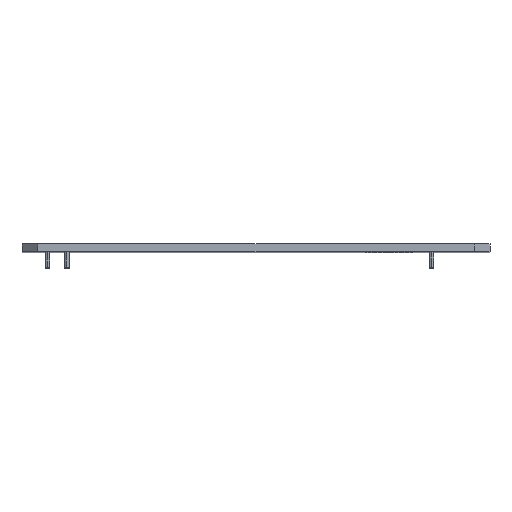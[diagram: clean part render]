
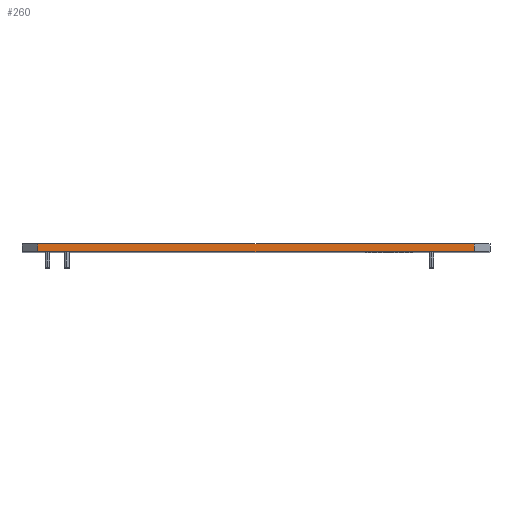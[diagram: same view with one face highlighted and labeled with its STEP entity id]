
A CAD part, top view. The second image highlights one B-rep face of the part: STEP entity #260.
In plain terms, the highlighted planar face has unit normal (0, 0, 1).
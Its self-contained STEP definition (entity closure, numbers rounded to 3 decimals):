
#36 = DIRECTION ( 'NONE',  ( 0., 0., 1. ) ) ;
#48 = DIRECTION ( 'NONE',  ( 1., 0., 0. ) ) ;
#56 = VERTEX_POINT ( 'NONE', #428 ) ;
#65 = LINE ( 'NONE', #127, #105 ) ;
#80 = FACE_OUTER_BOUND ( 'NONE', #585, .T. ) ;
#82 = VERTEX_POINT ( 'NONE', #836 ) ;
#96 = ORIENTED_EDGE ( 'NONE', *, *, #241, .F. ) ;
#105 = VECTOR ( 'NONE', #696, 1000. ) ;
#127 = CARTESIAN_POINT ( 'NONE',  ( 300., 0., 0. ) ) ;
#228 = CARTESIAN_POINT ( 'NONE',  ( 290., -5., 0. ) ) ;
#241 = EDGE_CURVE ( 'NONE', #82, #725, #65, .T. ) ;
#260 = ADVANCED_FACE ( 'NONE', ( #80 ), #372, .T. ) ;
#269 = EDGE_CURVE ( 'NONE', #56, #458, #279, .T. ) ;
#279 = LINE ( 'NONE', #705, #581 ) ;
#372 = PLANE ( 'NONE',  #588 ) ;
#428 = CARTESIAN_POINT ( 'NONE',  ( 10., -5., 0. ) ) ;
#458 = VERTEX_POINT ( 'NONE', #805 ) ;
#480 = LINE ( 'NONE', #862, #750 ) ;
#516 = CARTESIAN_POINT ( 'NONE',  ( 290., 0., 0. ) ) ;
#548 = CARTESIAN_POINT ( 'NONE',  ( 300., -5., 0. ) ) ;
#581 = VECTOR ( 'NONE', #48, 1000. ) ;
#585 = EDGE_LOOP ( 'NONE', ( #1046, #964, #96, #1032 ) ) ;
#588 = AXIS2_PLACEMENT_3D ( 'NONE', #548, #36, #952 ) ;
#668 = VECTOR ( 'NONE', #1039, 1000. ) ;
#696 = DIRECTION ( 'NONE',  ( 1., 0., 0. ) ) ;
#705 = CARTESIAN_POINT ( 'NONE',  ( 300., -5., 0. ) ) ;
#725 = VERTEX_POINT ( 'NONE', #516 ) ;
#750 = VECTOR ( 'NONE', #850, 1000. ) ;
#805 = CARTESIAN_POINT ( 'NONE',  ( 290., -5., 0. ) ) ;
#836 = CARTESIAN_POINT ( 'NONE',  ( 10., 0., 0. ) ) ;
#847 = EDGE_CURVE ( 'NONE', #82, #56, #480, .T. ) ;
#850 = DIRECTION ( 'NONE',  ( 0., -1., 0. ) ) ;
#862 = CARTESIAN_POINT ( 'NONE',  ( 10., -5., 0. ) ) ;
#893 = LINE ( 'NONE', #228, #668 ) ;
#950 = EDGE_CURVE ( 'NONE', #458, #725, #893, .T. ) ;
#952 = DIRECTION ( 'NONE',  ( 1., 0., 0. ) ) ;
#964 = ORIENTED_EDGE ( 'NONE', *, *, #950, .T. ) ;
#1032 = ORIENTED_EDGE ( 'NONE', *, *, #847, .T. ) ;
#1039 = DIRECTION ( 'NONE',  ( 0., 1., 0. ) ) ;
#1046 = ORIENTED_EDGE ( 'NONE', *, *, #269, .T. ) ;
